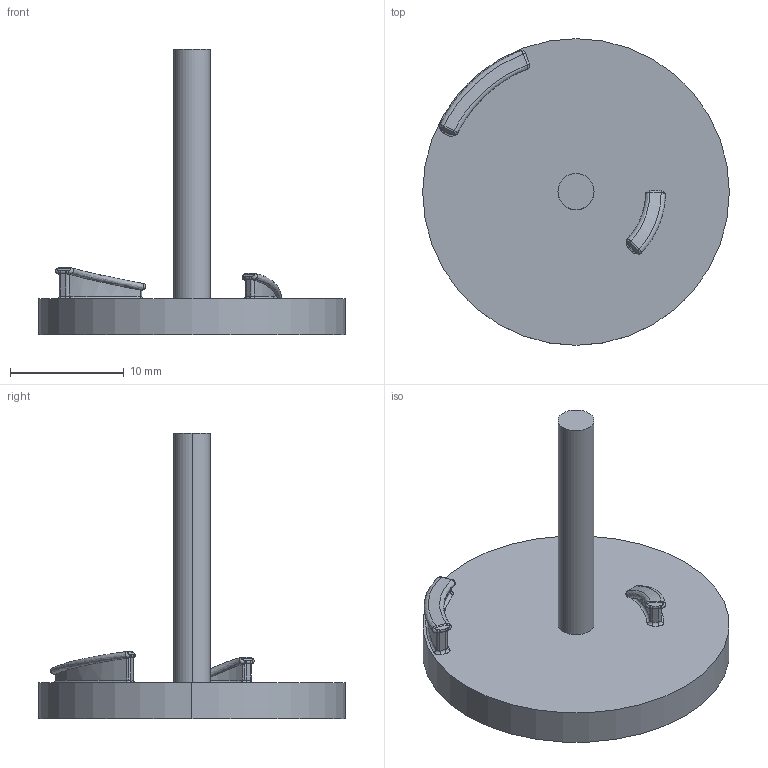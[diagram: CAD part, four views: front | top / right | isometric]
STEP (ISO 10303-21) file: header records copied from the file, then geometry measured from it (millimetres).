
FILE_DESCRIPTION (( 'STEP AP214' ), '1' );
FILE_NAME ('derailleur_v2.STEP', '2025-10-08T20:29:29', ( '' ), ( '' ), 'SwSTEP 2.0', 'SolidWorks 2025', '' );
FILE_SCHEMA (( 'AUTOMOTIVE_DESIGN' ));
Length unit declared in the file: millimetre
Products named in the file (1): derailleur_v2
Bounding box: 27 x 27 x 25.18 mm (x, y, z)
Volume: 2026.7 mm3; surface area: 1708.6 mm2
Topology: 1 solids, 1 shells, 77 faces, 181 edges, 107 vertices
Faces by surface type: bspline 45, cylinder 15, plane 10, torus 7
Entity records: 3836 total; most frequent: CARTESIAN_POINT 2392, ORIENTED_EDGE 358, DIRECTION 204, EDGE_CURVE 179, VERTEX_POINT 107, B_SPLINE_CURVE_WITH_KNOTS 93, AXIS2_PLACEMENT_3D 89, EDGE_LOOP 80
